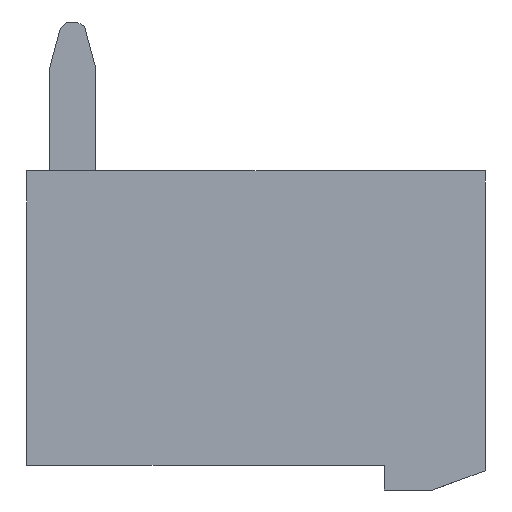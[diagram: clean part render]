
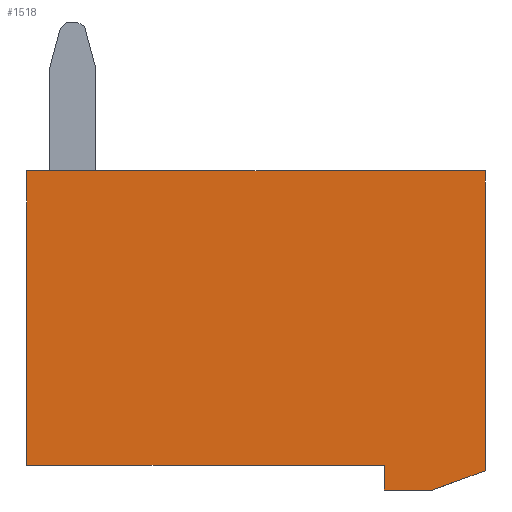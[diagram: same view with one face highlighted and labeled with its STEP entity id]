
A CAD part, front view. The second image highlights one B-rep face of the part: STEP entity #1518.
In plain terms, the highlighted planar face has unit normal (0, -1, 0).
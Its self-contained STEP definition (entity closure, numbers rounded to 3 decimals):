
#130 = ORIENTED_EDGE ( 'NONE', *, *, #11908, .F. ) ;
#1518 = ADVANCED_FACE ( 'NONE', ( #15830 ), #17865, .F. ) ;
#1607 = DIRECTION ( 'NONE',  ( -1., 0., 0. ) ) ;
#2232 = AXIS2_PLACEMENT_3D ( 'NONE', #15714, #12164, #2357 ) ;
#2357 = DIRECTION ( 'NONE',  ( 0., 0., 1. ) ) ;
#3131 = CARTESIAN_POINT ( 'NONE',  ( 10., 0., 6.42 ) ) ;
#3201 = ORIENTED_EDGE ( 'NONE', *, *, #7547, .F. ) ;
#3484 = VERTEX_POINT ( 'NONE', #19844 ) ;
#3727 = ORIENTED_EDGE ( 'NONE', *, *, #14204, .F. ) ;
#6405 = EDGE_CURVE ( 'NONE', #12956, #18085, #22758, .T. ) ;
#6863 = ORIENTED_EDGE ( 'NONE', *, *, #6405, .F. ) ;
#7080 = DIRECTION ( 'NONE',  ( 0., 0., 1. ) ) ;
#7330 = DIRECTION ( 'NONE',  ( 1., 0., 0. ) ) ;
#7370 = VECTOR ( 'NONE', #1607, 1000. ) ;
#7547 = EDGE_CURVE ( 'NONE', #21836, #21954, #14430, .T. ) ;
#7737 = CARTESIAN_POINT ( 'NONE',  ( 10., 0., -0.12 ) ) ;
#8424 = LINE ( 'NONE', #3131, #22520 ) ;
#9195 = VECTOR ( 'NONE', #21889, 1000. ) ;
#9250 = CARTESIAN_POINT ( 'NONE',  ( 7.8, 0., -0.54 ) ) ;
#9730 = VECTOR ( 'NONE', #11043, 1000. ) ;
#10192 = CARTESIAN_POINT ( 'NONE',  ( 7.8, 0., -0.54 ) ) ;
#10301 = ORIENTED_EDGE ( 'NONE', *, *, #21717, .F. ) ;
#10393 = CARTESIAN_POINT ( 'NONE',  ( 0., 0., 0. ) ) ;
#11043 = DIRECTION ( 'NONE',  ( -1., 0., 0. ) ) ;
#11213 = CARTESIAN_POINT ( 'NONE',  ( 10., 0., -0.12 ) ) ;
#11908 = EDGE_CURVE ( 'NONE', #21954, #3484, #14895, .T. ) ;
#12034 = ORIENTED_EDGE ( 'NONE', *, *, #13021, .F. ) ;
#12164 = DIRECTION ( 'NONE',  ( 0., 1., 0. ) ) ;
#12738 = DIRECTION ( 'NONE',  ( 0., 0., 1. ) ) ;
#12956 = VERTEX_POINT ( 'NONE', #13769 ) ;
#12979 = ORIENTED_EDGE ( 'NONE', *, *, #16937, .F. ) ;
#13021 = EDGE_CURVE ( 'NONE', #3484, #19666, #22034, .T. ) ;
#13333 = CARTESIAN_POINT ( 'NONE',  ( 8.85, 0., -0.54 ) ) ;
#13769 = CARTESIAN_POINT ( 'NONE',  ( 0., 0., 6.42 ) ) ;
#13890 = LINE ( 'NONE', #7737, #9195 ) ;
#14055 = CARTESIAN_POINT ( 'NONE',  ( 7.8, 0., 0. ) ) ;
#14204 = EDGE_CURVE ( 'NONE', #18085, #16401, #8424, .T. ) ;
#14337 = VECTOR ( 'NONE', #7080, 1000. ) ;
#14430 = LINE ( 'NONE', #9250, #9730 ) ;
#14895 = LINE ( 'NONE', #14055, #14337 ) ;
#15316 = EDGE_LOOP ( 'NONE', ( #12034, #130, #3201, #12979, #3727, #6863, #10301 ) ) ;
#15493 = DIRECTION ( 'NONE',  ( 0., 0., -1. ) ) ;
#15714 = CARTESIAN_POINT ( 'NONE',  ( 0., 0., 0. ) ) ;
#15830 = FACE_OUTER_BOUND ( 'NONE', #15316, .T. ) ;
#16150 = CARTESIAN_POINT ( 'NONE',  ( 0., 0., 6.42 ) ) ;
#16401 = VERTEX_POINT ( 'NONE', #11213 ) ;
#16937 = EDGE_CURVE ( 'NONE', #16401, #21836, #13890, .T. ) ;
#17865 = PLANE ( 'NONE',  #2232 ) ;
#17959 = LINE ( 'NONE', #21523, #22098 ) ;
#18031 = CARTESIAN_POINT ( 'NONE',  ( 0., 0., 0. ) ) ;
#18073 = VECTOR ( 'NONE', #7330, 1000. ) ;
#18085 = VERTEX_POINT ( 'NONE', #20331 ) ;
#19666 = VERTEX_POINT ( 'NONE', #18031 ) ;
#19844 = CARTESIAN_POINT ( 'NONE',  ( 7.8, 0., 0. ) ) ;
#20331 = CARTESIAN_POINT ( 'NONE',  ( 10., 0., 6.42 ) ) ;
#21523 = CARTESIAN_POINT ( 'NONE',  ( 0., 0., 0. ) ) ;
#21717 = EDGE_CURVE ( 'NONE', #19666, #12956, #17959, .T. ) ;
#21836 = VERTEX_POINT ( 'NONE', #13333 ) ;
#21889 = DIRECTION ( 'NONE',  ( -0.939, 0., -0.343 ) ) ;
#21954 = VERTEX_POINT ( 'NONE', #10192 ) ;
#22034 = LINE ( 'NONE', #10393, #7370 ) ;
#22098 = VECTOR ( 'NONE', #12738, 1000. ) ;
#22520 = VECTOR ( 'NONE', #15493, 1000. ) ;
#22758 = LINE ( 'NONE', #16150, #18073 ) ;
